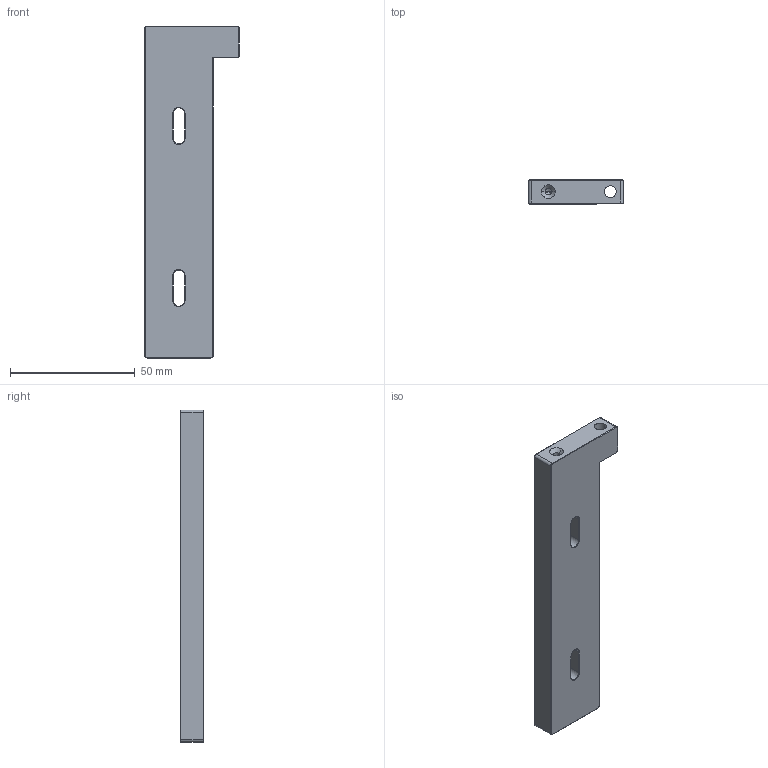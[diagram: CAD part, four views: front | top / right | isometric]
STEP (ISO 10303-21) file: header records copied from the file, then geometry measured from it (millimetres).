
FILE_DESCRIPTION (( 'STEP AP203' ), '1' );
FILE_NAME ('Support Reflecteur Custom v2.STEP', '2023-01-20T14:25:35', ( '' ), ( '' ), 'SwSTEP 2.0', 'SolidWorks 2020', '' );
FILE_SCHEMA (( 'CONFIG_CONTROL_DESIGN' ));
Length unit declared in the file: millimetre
Products named in the file (1): Support Reflecteur Custom v2
Bounding box: 38 x 9.5 x 133 mm (x, y, z)
Volume: 34332.1 mm3; surface area: 11397.3 mm2
Topology: 1 solids, 1 shells, 78 faces, 179 edges, 103 vertices
Faces by surface type: plane 33, cone 28, cylinder 17
Entity records: 2232 total; most frequent: DIRECTION 397, CARTESIAN_POINT 359, ORIENTED_EDGE 354, EDGE_CURVE 177, AXIS2_PLACEMENT_3D 141, LINE 115, VECTOR 115, VERTEX_POINT 103
